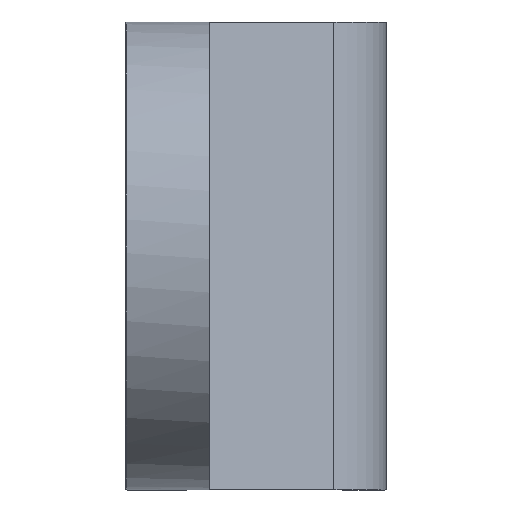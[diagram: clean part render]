
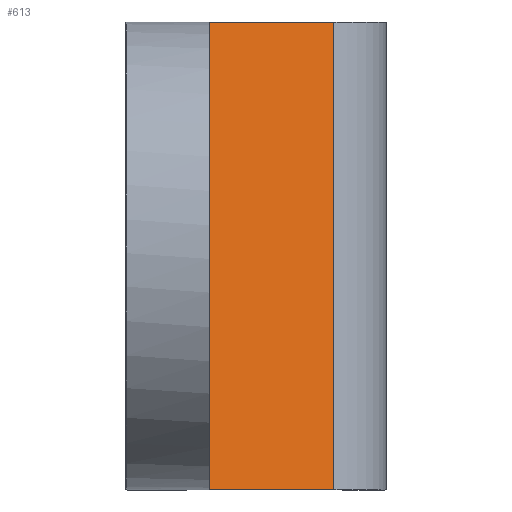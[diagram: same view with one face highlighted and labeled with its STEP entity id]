
A CAD part, left-side view. The second image highlights one B-rep face of the part: STEP entity #613.
In plain terms, the highlighted free-form (B-spline) face has degree [1, 1] with [2, 2] control points.
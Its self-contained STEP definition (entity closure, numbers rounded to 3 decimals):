
#385=CARTESIAN_POINT('',(10.,-3.2,9.0));
#386=VERTEX_POINT('',#385);
#392=CARTESIAN_POINT('',(12.031,-7.993,9.0));
#393=VERTEX_POINT('',#392);
#394=CARTESIAN_POINT('',(10.,-3.2,9.0));
#395=CARTESIAN_POINT('',(12.031,-7.993,9.0));
#396=QUASI_UNIFORM_CURVE('',1,(#394,#395),.UNSPECIFIED.,.F.,.U.);
#397=EDGE_CURVE('',#386,#393,#396,.T.);
#442=CARTESIAN_POINT('',(12.031,-7.993,-9.0));
#443=VERTEX_POINT('',#442);
#457=CARTESIAN_POINT('',(10.,-3.2,-9.0));
#458=VERTEX_POINT('',#457);
#459=CARTESIAN_POINT('',(10.,-3.2,-9.0));
#460=CARTESIAN_POINT('',(12.031,-7.993,-9.0));
#461=QUASI_UNIFORM_CURVE('',1,(#459,#460),.UNSPECIFIED.,.F.,.U.);
#462=EDGE_CURVE('',#458,#443,#461,.T.);
#588=CARTESIAN_POINT('',(12.031,-7.993,-9.0));
#589=CARTESIAN_POINT('',(12.031,-7.993,9.0));
#590=QUASI_UNIFORM_CURVE('',1,(#588,#589),.UNSPECIFIED.,.F.,.U.);
#591=EDGE_CURVE('',#443,#393,#590,.T.);
#598=CARTESIAN_POINT('',(9.899,-2.961,-9.899));
#599=CARTESIAN_POINT('',(12.132,-8.232,-9.899));
#600=CARTESIAN_POINT('',(9.899,-2.961,9.899));
#601=CARTESIAN_POINT('',(12.132,-8.232,9.899));
#602=B_SPLINE_SURFACE_WITH_KNOTS('',1,1,((#598,#600),(#599,#601)),.UNSPECIFIED.,.F.,.F.,.U.,(2,2),(2,2),(0.0,5.726),(0.0,19.798),.UNSPECIFIED.);
#603=ORIENTED_EDGE('',*,*,#397,.F.);
#604=CARTESIAN_POINT('',(10.,-3.2,-9.0));
#605=CARTESIAN_POINT('',(10.,-3.2,9.0));
#606=QUASI_UNIFORM_CURVE('',1,(#604,#605),.UNSPECIFIED.,.F.,.U.);
#607=EDGE_CURVE('',#458,#386,#606,.T.);
#608=ORIENTED_EDGE('',*,*,#607,.F.);
#609=ORIENTED_EDGE('',*,*,#462,.T.);
#610=ORIENTED_EDGE('',*,*,#591,.T.);
#611=EDGE_LOOP('',(#603,#608,#609,#610));
#612=FACE_OUTER_BOUND('',#611,.T.);
#613=ADVANCED_FACE('',(#612),#602,.T.);
